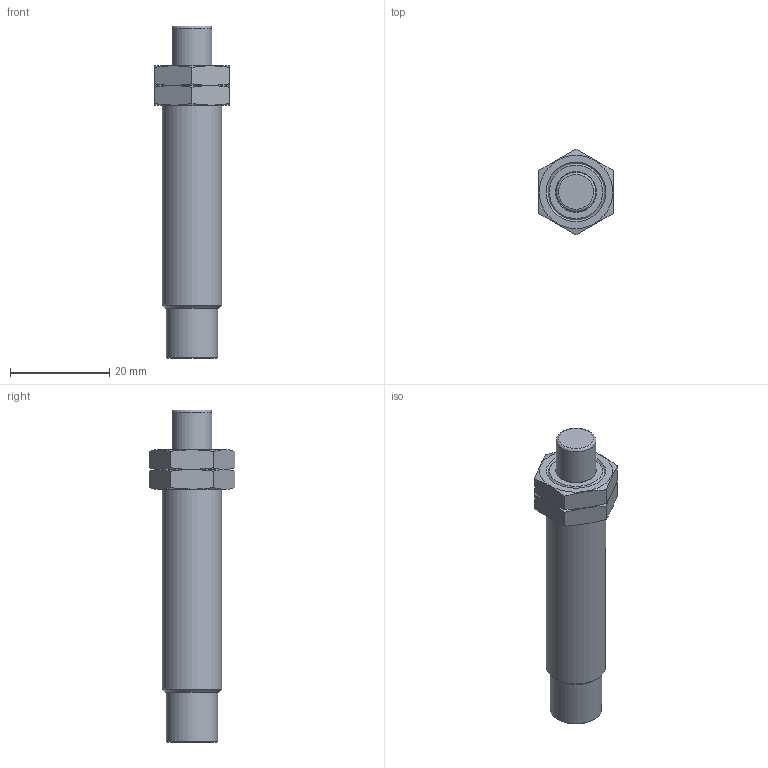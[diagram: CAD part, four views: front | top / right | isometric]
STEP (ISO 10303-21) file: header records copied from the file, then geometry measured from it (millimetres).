
FILE_DESCRIPTION(/* description */ ('STEP AP214'),/* implementation_level */ '2;1');
FILE_NAME(/* name */ '8179969_DYSS-8-8-Y1F-F1A',/* time_stamp */ '2024-08-23T16:43:04+02:00',/* author */ ('License CC BY-ND 4.0'),/* organization */ ('CADENAS'),/* preprocessor_version */ 'ST-DEVELOPER v19.3',/* originating_system */ 'PARTsolutions',/* authorisation */ ' ');
FILE_SCHEMA (('AUTOMOTIVE_DESIGN {1 0 10303 214 3 1 1}'));
Length unit declared in the file: millimetre
Products named in the file (3): 8179969 DYSS-8-8-Y1F-F1A---(1_0_4_0); 8132347 DYSS-8-8-Y1F-F1A---(1_0_4); 348987 SPZ-20 M12X1-4-15
Assembly tree (3 placements, depth 2):
  8179969 DYSS-8-8-Y1F-F1A---(1_0_4_0)
    8132347 DYSS-8-8-Y1F-F1A---(1_0_4)
    348987 SPZ-20 M12X1-4-15  x2
Bounding box: 15 x 17.32 x 67 mm (x, y, z)
Volume: 7139.3 mm3; surface area: 4104.1 mm2
Topology: 3 solids, 3 shells, 52 faces, 109 edges, 70 vertices
Faces by surface type: plane 31, cone 11, cylinder 9, torus 1
Full cylindrical faces by diameter (mm): 3.5 x1, 7.9 x1, 8 x1, 8.2 x1, 8.7 x1, 10.4 x1, 10.917 x2, 12 x1
Entity records: 1021 total; most frequent: CARTESIAN_POINT 199, DIRECTION 158, ORIENTED_EDGE 120, AXIS2_PLACEMENT_3D 67, EDGE_LOOP 64, FACE_BOUND 64, EDGE_CURVE 60, VERTEX_POINT 48
